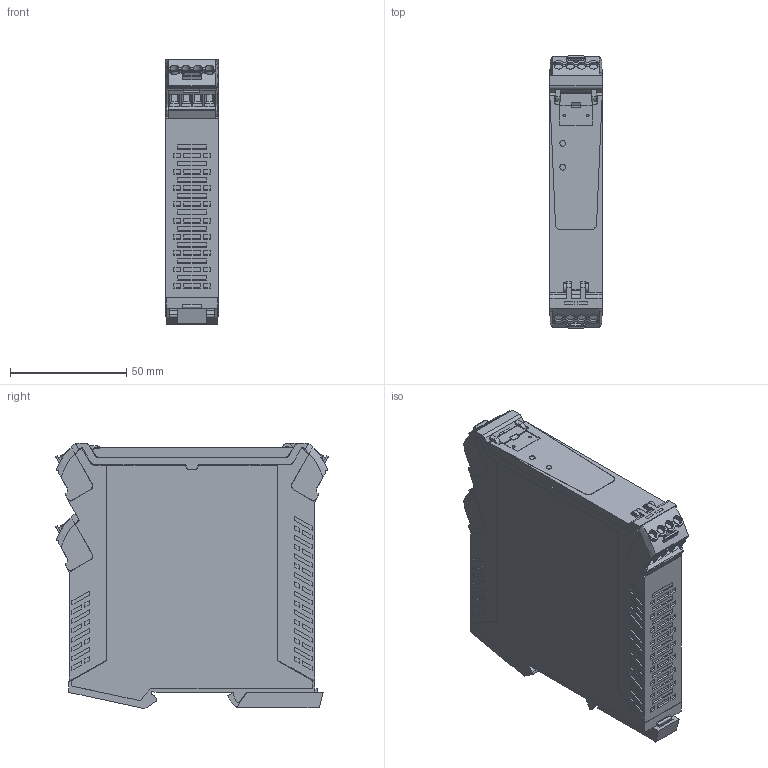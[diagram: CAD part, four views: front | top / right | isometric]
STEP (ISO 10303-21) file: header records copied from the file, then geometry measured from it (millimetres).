
FILE_DESCRIPTION(('CATIA V5 STEP Exchange','CAx-IF Rec.Pracs.--- Model Styling and Organization---1.4--- 2014-01-23'),'2;1');
FILE_NAME ('10688929_4', '2019-01-25T11:56:00+00:00', ('none'), ('Weidmueller'), 'CATIA Version 5-6 Release 2016 SP3 HF44', 'CATIA V5 STEP AP214', 'none');
FILE_SCHEMA(('AUTOMOTIVE_DESIGN { 1 0 10303 214 1 1 1 1 }'));
Products named in the file (1): S3D_ACT20P_VM_AO_S
Bounding box: 22.5 x 117.21 x 114.02 mm (x, y, z)
Volume: 255794.9 mm3; surface area: 63509.7 mm2
Topology: 13 solids, 13 shells, 1688 faces, 4969 edges, 3432 vertices
Faces by surface type: plane 1346, cylinder 286, extrusion 32, revolution 12, bspline 6, sphere 6
Entity records: 54924 total; most frequent: CARTESIAN_POINT 12200, ORIENTED_EDGE 9930, DIRECTION 6096, EDGE_CURVE 4965, VECTOR 3758, LINE 3726, VERTEX_POINT 3430, EDGE_LOOP 1843
